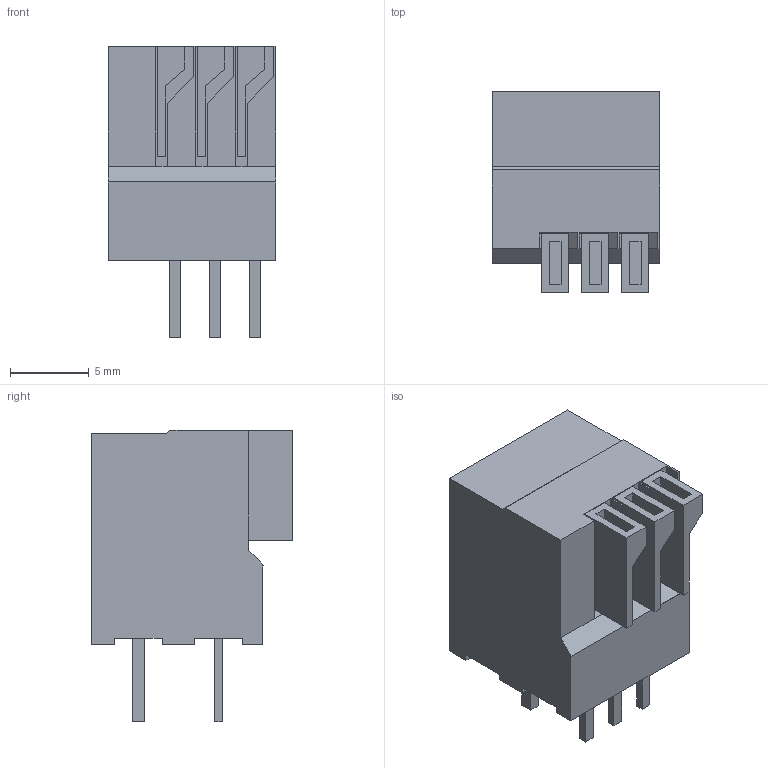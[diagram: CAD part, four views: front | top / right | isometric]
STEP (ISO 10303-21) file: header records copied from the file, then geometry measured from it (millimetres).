
FILE_DESCRIPTION((''),'2;1');
FILE_NAME('C-1-2834015-3','2016-08-16T',('workeradm'),('Tyco Electronics Ltd.'),'CREO PARAMETRIC BY PTC INC, 2016050','CREO PARAMETRIC BY PTC INC, 2016050','');
FILE_SCHEMA(('AUTOMOTIVE_DESIGN { 1 0 10303 214 1 1 1 1 }'));
Length unit declared in the file: millimetre
Products named in the file (1): C-1-2834015-3
Bounding box: 10.62 x 12.8 x 18.47 mm (x, y, z)
Volume: 1508 mm3; surface area: 1148.2 mm2
Topology: 1 solids, 1 shells, 112 faces, 288 edges, 190 vertices
Faces by surface type: plane 112
Entity records: 3500 total; most frequent: CARTESIAN_POINT 592, ORIENTED_EDGE 576, DIRECTION 512, VECTOR 288, LINE 288, EDGE_CURVE 288, VERTEX_POINT 190, COLOUR_RGB 126
